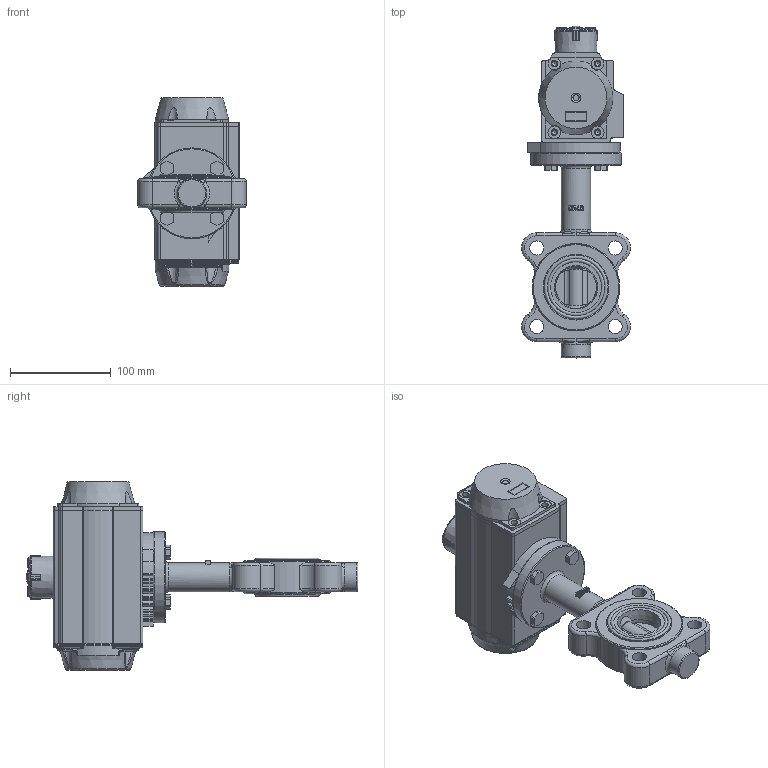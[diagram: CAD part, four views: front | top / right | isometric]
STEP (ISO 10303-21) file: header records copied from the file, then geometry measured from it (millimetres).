
FILE_DESCRIPTION(/* description */ ('Unknown'),/* implementation_level */ '2;1');
FILE_NAME(/* name */ 'PD03 5200_5210_5220-08',/* time_stamp */ '2025-04-03T07:52:48+02:00',/* author */ ('Unknown'),/* organization */ ('Unknown'),/* preprocessor_version */ 'ST-DEVELOPER v19.4',/* originating_system */ 'Solid Edge',/* authorisation */ 'Unknown');
FILE_SCHEMA (('AUTOMOTIVE_DESIGN {1 0 10303 214 3 1 1}'));
Products named in the file (25): PD03 5200_5210_5220-08; Raster DN40- DN150; LUG-DN40; retaining ring; DN40概极; seat; disc; shaft1; bushing3; bushing1; bushing2; ring; split washer; washer; PD03_PE02; vt65-2016-06-25; Optische Anzeige; ______; ________(___________; cup head nib bolts with large head gb_GB_FASTENER_BOLT_CHNBW M6X25-N; ____65______ ______; VT65_____________MIR; zhou65; VTE65____; DIN933_M8x30
Assembly tree (32 placements, depth 4):
  PD03 5200_5210_5220-08
    Raster DN40- DN150
    LUG-DN40
      retaining ring
      DN40概极
      seat
      disc
      shaft1
      bushing3
      bushing1
      bushing2  x2
      ring
      split washer
      washer
    PD03_PE02
      vt65-2016-06-25
      Optische Anzeige
        ______
        ________(___________  x4
        cup head nib bolts with large head gb_GB_FASTENER_BOLT_CHNBW M6X25-N
      ____65______ ______  x2
      VT65_____________MIR
      zhou65
      VTE65____
    DIN933_M8x30  x4
Bounding box: 107.73 x 328.81 x 186.5 mm (x, y, z)
Volume: 1120301.9 mm3; surface area: 333542.9 mm2
Topology: 29 solids, 29 shells, 2652 faces, 6668 edges, 4162 vertices
Faces by surface type: plane 854, cylinder 826, bspline 487, torus 312, cone 140, sphere 33
Full cylindrical faces by diameter (mm): 2 x2, 3 x16, 3.3 x8, 4.134 x8, 4.66 x1, 4.917 x15, 5 x1, 6 x1, 6.2 x1, 6.5 x4, 6.647 x4, 6.8 x8, 8 x4, 8.5 x3, 9.6 x3, 10 x13, 11 x1, 11.4 x1, 11.445 x2, 12 x1, 12.5 x2, 12.6 x3, 12.7 x1, 12.83 x3, 12.9 x1, 13 x3, 14 x9, 15 x1, 16.2 x18, 17 x2
Entity records: 79479 total; most frequent: CARTESIAN_POINT 33332, ORIENTED_EDGE 9654, DIRECTION 8479, EDGE_CURVE 4827, AXIS2_PLACEMENT_3D 3307, VERTEX_POINT 3240, FACE_BOUND 2599, EDGE_LOOP 2577
